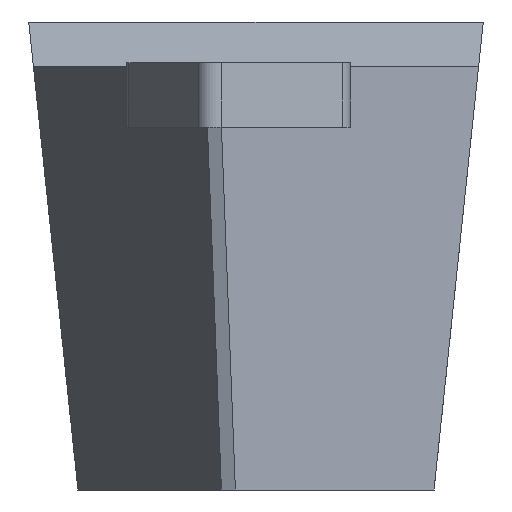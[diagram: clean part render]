
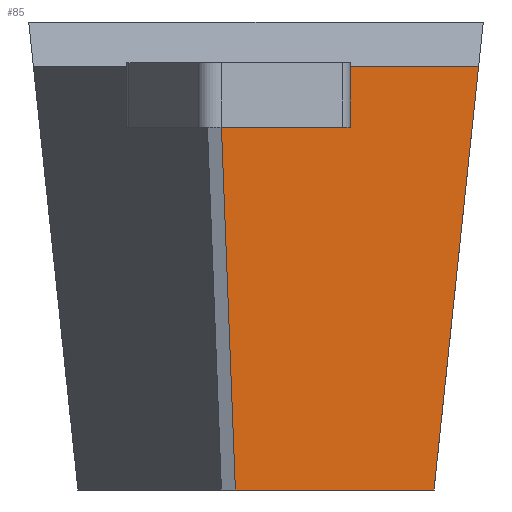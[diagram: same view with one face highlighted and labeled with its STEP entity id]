
A CAD part, left-side view. The second image highlights one B-rep face of the part: STEP entity #85.
In plain terms, the highlighted planar face has unit normal (-0.861, -0.497, -0.104).
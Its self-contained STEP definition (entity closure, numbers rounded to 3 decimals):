
#85=ADVANCED_FACE('',(#133),#109,.T.);
#109=PLANE('',#597);
#133=FACE_OUTER_BOUND('',#165,.T.);
#165=EDGE_LOOP('',(#248,#249,#250,#251));
#248=ORIENTED_EDGE('',*,*,#419,.F.);
#249=ORIENTED_EDGE('',*,*,#420,.T.);
#250=ORIENTED_EDGE('',*,*,#421,.T.);
#251=ORIENTED_EDGE('',*,*,#406,.F.);
#348=VERTEX_POINT('',#824);
#349=VERTEX_POINT('',#826);
#360=VERTEX_POINT('',#853);
#361=VERTEX_POINT('',#855);
#406=EDGE_CURVE('',#348,#349,#470,.T.);
#419=EDGE_CURVE('',#360,#348,#483,.T.);
#420=EDGE_CURVE('',#360,#361,#484,.T.);
#421=EDGE_CURVE('',#361,#349,#485,.T.);
#470=LINE('',#825,#530);
#483=LINE('',#852,#543);
#484=LINE('',#854,#544);
#485=LINE('',#856,#545);
#530=VECTOR('',#678,1.);
#543=VECTOR('',#697,1.);
#544=VECTOR('',#698,1.);
#545=VECTOR('',#699,1.);
#597=AXIS2_PLACEMENT_3D('',#857,#700,#701);
#678=DIRECTION('',(0.06,0.104,-0.993));
#697=DIRECTION('',(0.5,-0.866,0.));
#698=DIRECTION('',(0.142,-0.038,-0.989));
#699=DIRECTION('',(0.5,-0.866,0.));
#700=DIRECTION('',(-0.861,-0.497,-0.105));
#701=DIRECTION('',(0.5,-0.866,0.));
#824=CARTESIAN_POINT('',(24.619,-40.042,-0.505));
#825=CARTESIAN_POINT('',(24.349,-40.509,3.937));
#826=CARTESIAN_POINT('',(28.411,-33.473,-63.005));
#852=CARTESIAN_POINT('',(1.433,0.116,-0.505));
#853=CARTESIAN_POINT('',(2.529,-1.782,-0.505));
#854=CARTESIAN_POINT('',(1.574,-1.526,6.15));
#855=CARTESIAN_POINT('',(11.503,-4.186,-63.005));
#856=CARTESIAN_POINT('',(7.122,3.401,-63.005));
#857=CARTESIAN_POINT('',(0.842,-0.226,5.995));
